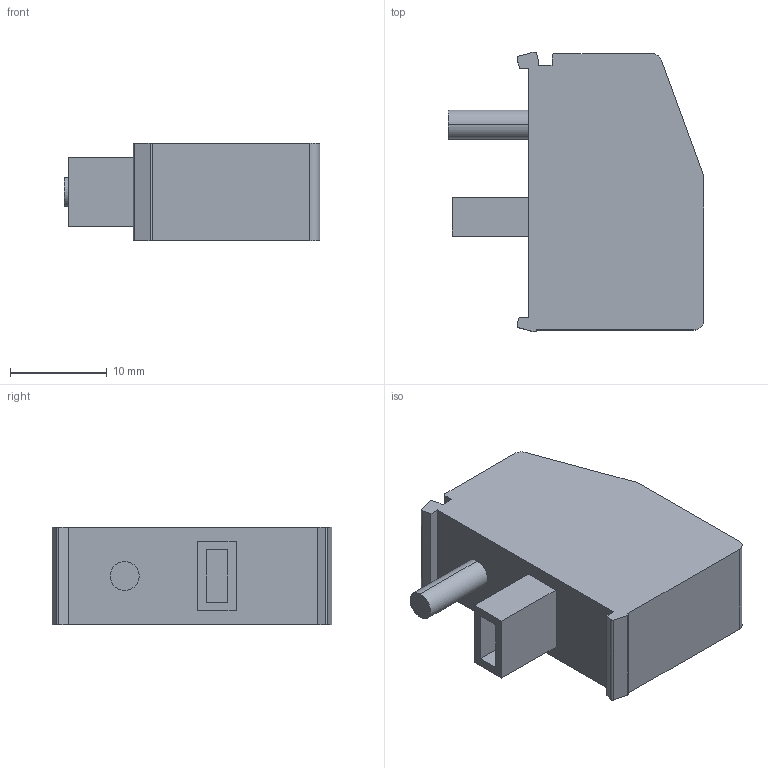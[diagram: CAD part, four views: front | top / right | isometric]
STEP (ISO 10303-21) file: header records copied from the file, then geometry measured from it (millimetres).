
FILE_DESCRIPTION(('SolidDesigner STEP Export'),'2;1');
FILE_NAME('0707840_HDFK_10I-select.stp','2013-02-12T11:15:08',(''),(''),'Creo Elements/Direct Modeling STEP processor for AP214 (Solid Model)','Creo Elements/Direct Modeling 18.1 06-May-2012 (C) Parametric Technology GmbH','');
FILE_SCHEMA(('AUTOMOTIVE_DESIGN { 1 0 10303 214 1 1 1 1 }'));
Length unit declared in the file: millimetre
Products named in the file (2): 0707840_HDFK_10I-select
Assembly tree (1 placements, depth 2):
  0707840_HDFK_10I-select
    0707840_HDFK_10I-select
Bounding box: 26.35 x 28.88 x 10.1 mm (x, y, z)
Volume: 4899.7 mm3; surface area: 2391.7 mm2
Topology: 1 solids, 1 shells, 46 faces, 117 edges, 78 vertices
Faces by surface type: plane 35, cylinder 11
Entity records: 1776 total; most frequent: CARTESIAN_POINT 239, ORIENTED_EDGE 234, DIRECTION 227, EDGE_CURVE 117, VECTOR 95, LINE 95, VERTEX_POINT 78, AXIS2_PLACEMENT_3D 66
